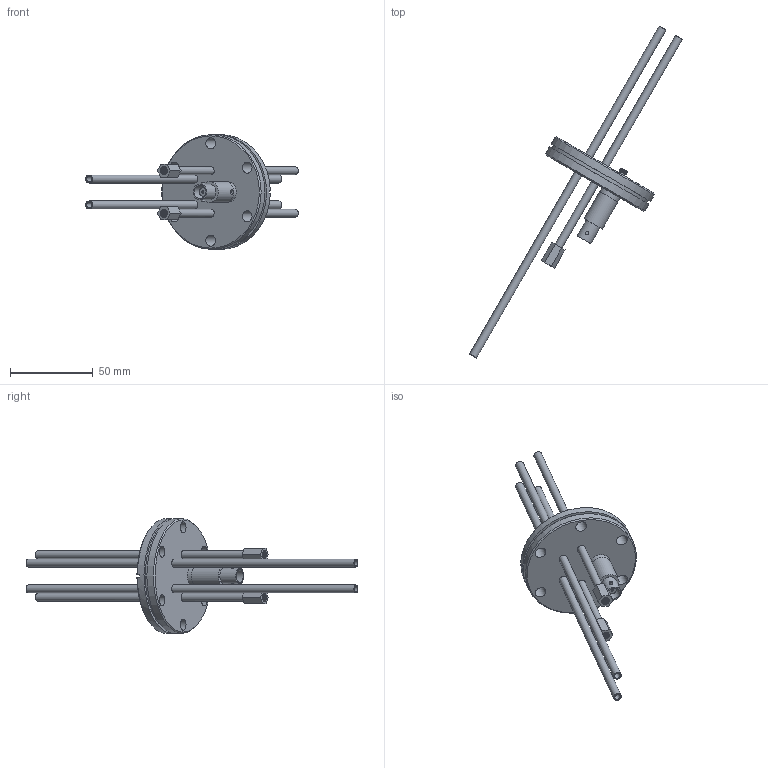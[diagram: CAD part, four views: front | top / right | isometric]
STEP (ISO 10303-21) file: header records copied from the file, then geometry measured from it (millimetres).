
FILE_DESCRIPTION(/* description */ ('CF40 Feedthrough, 1 Elec., 2 Tubes, 2 Air (750-683-G1)'),/* implementation_level */ '2;1');
FILE_NAME(/* name */ '750-683-G1 - CF40 Feedthrough, 1 Elec., 2 Tubes, 2 Air (Outline Model rev. A).stp',/* time_stamp */ '2016-06-22T12:00:17-04:00',/* author */ ('Joel Plasencia'),/* organization */ ('INFICON'),/* preprocessor_version */ 'ST-DEVELOPER v11',/* originating_system */ 'SIEMENS PLM Software NX 7.5',/* authorisation */ 'Copyright© 2017 INFICON - ALL RIGHTS RESERVED');
FILE_SCHEMA (('AUTOMOTIVE_DESIGN { 1 0 10303 214 1 1 1 1 }'));
Length unit declared in the file: inch
Products named in the file (1): 750-683-G1_B
Bounding box: 128.36 x 200.4 x 69.34 mm (x, y, z)
Volume: 51970.5 mm3; surface area: 35862.3 mm2
Topology: 1 solids, 1 shells, 156 faces, 347 edges, 220 vertices
Faces by surface type: plane 57, cone 49, cylinder 48, torus 2
Full cylindrical faces by diameter (mm): 0.965 x1, 1.27 x1, 2.032 x3, 3.175 x2, 3.493 x4, 3.759 x1, 4.762 x2, 4.851 x6, 4.953 x1, 5.08 x1, 6.731 x6, 8.128 x1, 8.496 x1, 9.373 x1, 9.512 x1, 9.525 x2, 9.538 x1, 12.56 x1, 12.7 x2, 41.91 x1, 48.311 x1, 66.294 x1, 69.342 x2
Entity records: 3988 total; most frequent: CARTESIAN_POINT 860, DIRECTION 684, ORIENTED_EDGE 458, AXIS2_PLACEMENT_3D 308, EDGE_LOOP 300, FACE_BOUND 267, EDGE_CURVE 229, VERTEX_POINT 196
